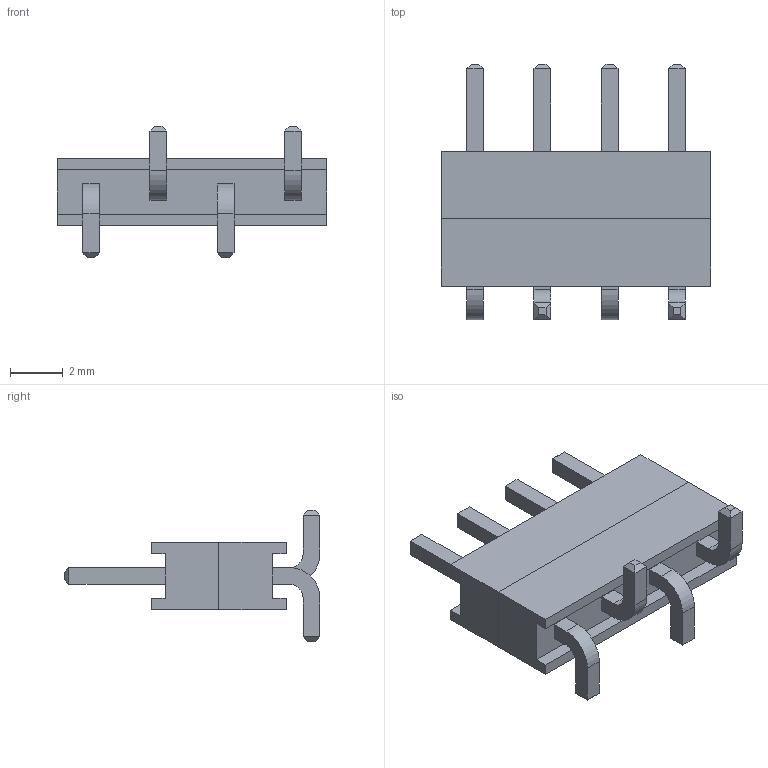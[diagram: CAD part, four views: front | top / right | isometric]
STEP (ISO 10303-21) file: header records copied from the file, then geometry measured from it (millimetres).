
FILE_DESCRIPTION( ( 'STEP AP214' ), '1' );
FILE_NAME( 'HW-04-16-T-S-250-SM.stp', '2021-01-24T10:07:02', ( 'License CC BY-ND 4.0' ), ( 'CADENAS' ), ' ', 'PARTsolutions', ' ' );
FILE_SCHEMA( ( 'AUTOMOTIVE_DESIGN { 1 0 10303 214 1 1 1 1 }' ) );
Length unit declared in the file: inch
Products named in the file (4): HW-04-16-T-S-250-SM; __PHW-04-16-T-S-250-SM; __BBHW-04-16-T-S-250-SM; __TBHW-04-16-T-S-250-SM
Assembly tree (3 placements, depth 2):
  HW-04-16-T-S-250-SM
    __PHW-04-16-T-S-250-SM
    __BBHW-04-16-T-S-250-SM
    __TBHW-04-16-T-S-250-SM
Bounding box: 10.16 x 9.65 x 4.95 mm (x, y, z)
Volume: 127 mm3; surface area: 416 mm2
Topology: 3 solids, 3 shells, 134 faces, 352 edges, 224 vertices
Faces by surface type: plane 126, cylinder 8
Entity records: 5190 total; most frequent: CARTESIAN_POINT 714, ORIENTED_EDGE 704, DIRECTION 644, EDGE_CURVE 352, LINE 336, VECTOR 336, VERTEX_POINT 224, AXIS2_PLACEMENT_3D 154
